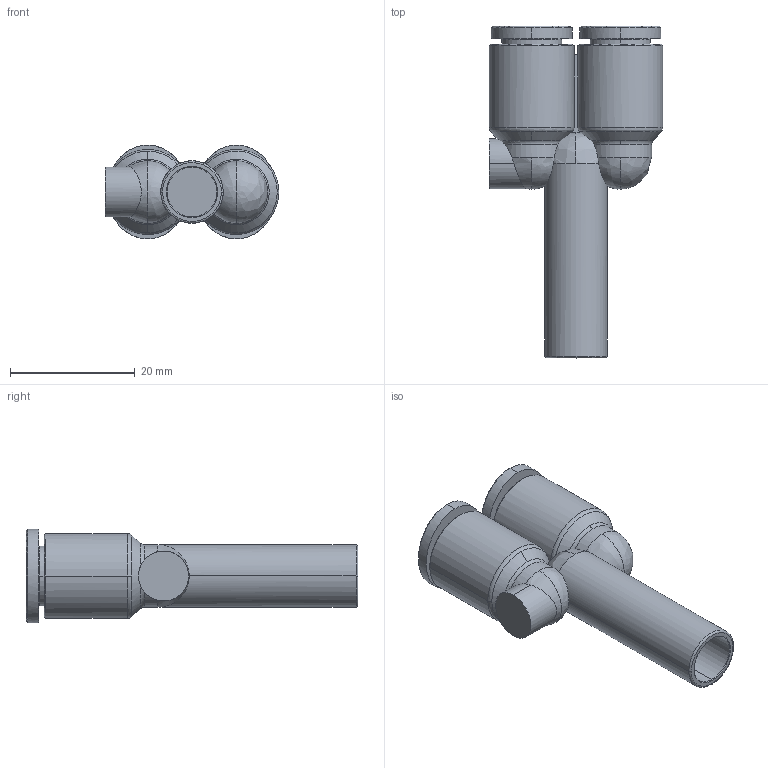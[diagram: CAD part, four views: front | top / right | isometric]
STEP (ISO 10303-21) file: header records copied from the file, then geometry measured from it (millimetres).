
FILE_DESCRIPTION (( 'STEP AP214' ), '1' );
FILE_NAME ('PWJ10-08.stp', '2015-08-20T08:51:38', ( '' ), ( '' ), 'SwSTEP 2.0', 'SolidWorks 2015', '' );
FILE_SCHEMA (( 'AUTOMOTIVE_DESIGN' ));
Length unit declared in the file: millimetre
Products named in the file (2): ｦ+ﾃｦ1; PWJ10-08
Assembly tree (1 placements, depth 2):
  PWJ10-08
    ｦ+ﾃｦ1
Bounding box: 27.8 x 53.1 x 15 mm (x, y, z)
Volume: 5336.9 mm3; surface area: 5411.6 mm2
Topology: 1 solids, 1 shells, 811 faces, 2307 edges, 1533 vertices
Faces by surface type: plane 680, bspline 72, cylinder 36, cone 18, torus 5
Entity records: 28556 total; most frequent: CARTESIAN_POINT 7494, ORIENTED_EDGE 4606, DIRECTION 3725, EDGE_CURVE 2303, VECTOR 1989, LINE 1989, VERTEX_POINT 1533, AXIS2_PLACEMENT_3D 868
